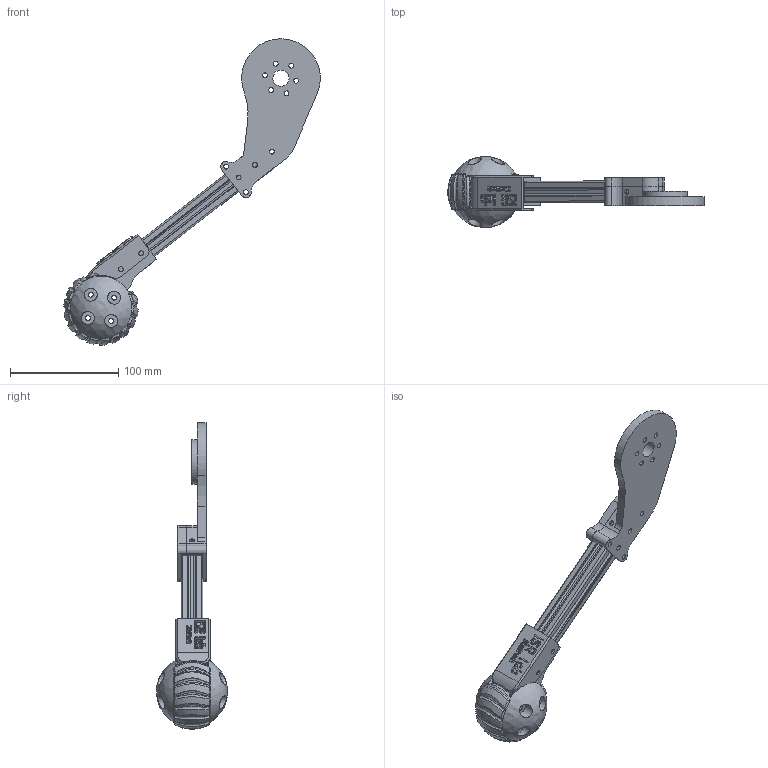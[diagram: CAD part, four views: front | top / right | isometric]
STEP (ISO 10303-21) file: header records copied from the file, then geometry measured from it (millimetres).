
FILE_DESCRIPTION(/* description */ (''),/* implementation_level */ '2;1');
FILE_NAME(/* name */ '2023.404.000 - Shin.stp',/* time_stamp */ '2024-06-25T20:14:01+03:00',/* author */ (''),/* organization */ (''),/* preprocessor_version */ 'ST-DEVELOPER v16.7',/* originating_system */ 'SIEMENS PLM Software NX 12.0',/* authorisation */ '');
FILE_SCHEMA (('AUTOMOTIVE_DESIGN { 1 0 10303 214 3 1 1 1 }'));
Length unit declared in the file: millimetre
Products named in the file (1): user31946447naaf
Bounding box: 237.43 x 65.72 x 283.5 mm (x, y, z)
Volume: 240457.7 mm3; surface area: 143533.3 mm2
Topology: 9 solids, 12 shells, 592 faces, 1583 edges, 1069 vertices
Faces by surface type: plane 208, cylinder 187, extrusion 101, bspline 46, torus 26, sphere 20, cone 4
Full cylindrical faces by diameter (mm): 4.5 x53, 5 x1, 12 x8, 15 x1, 18.5 x2, 41 x1
Entity records: 24723 total; most frequent: CARTESIAN_POINT 10752, ORIENTED_EDGE 2900, DIRECTION 2455, EDGE_CURVE 1463, VERTEX_POINT 1023, AXIS2_PLACEMENT_3D 896, EDGE_LOOP 845, VECTOR 663
